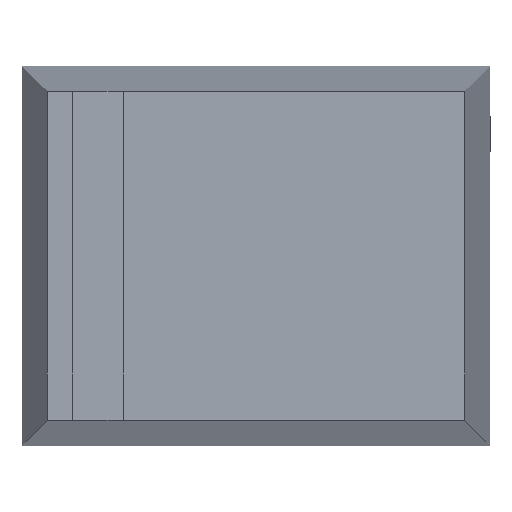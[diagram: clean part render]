
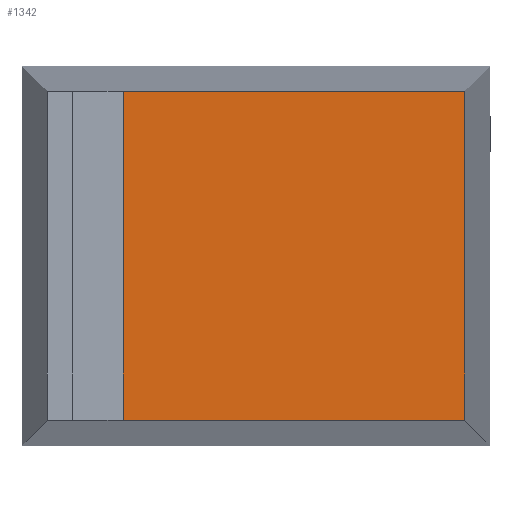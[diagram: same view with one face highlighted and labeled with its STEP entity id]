
A CAD part, top view. The second image highlights one B-rep face of the part: STEP entity #1342.
In plain terms, the highlighted planar face has unit normal (0, 0, 1).
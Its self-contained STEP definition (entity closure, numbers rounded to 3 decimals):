
#1168=CARTESIAN_POINT('',(-1.05,-1.3,2.1));
#1169=VERTEX_POINT('',#1168);
#1199=CARTESIAN_POINT('',(-1.05,1.3,2.1));
#1200=VERTEX_POINT('',#1199);
#1201=CARTESIAN_POINT('',(-1.05,1.3,2.1));
#1202=DIRECTION('',(0.0,-1.0,0.0));
#1203=VECTOR('',#1202,2.6);
#1204=LINE('',#1201,#1203);
#1205=EDGE_CURVE('',#1200,#1169,#1204,.T.);
#1312=CARTESIAN_POINT('',(-0.97,-1.43,2.1));
#1313=DIRECTION('',(0.0,0.0,1.0));
#1314=DIRECTION('',(1.0,0.0,0.0));
#1315=AXIS2_PLACEMENT_3D('',#1312,#1313,#1314);
#1316=PLANE('',#1315);
#1317=ORIENTED_EDGE('',*,*,#1205,.T.);
#1318=CARTESIAN_POINT('',(1.65,-1.3,2.1));
#1319=VERTEX_POINT('',#1318);
#1320=CARTESIAN_POINT('',(1.65,-1.3,2.1));
#1321=DIRECTION('',(-1.0,0.0,0.0));
#1322=VECTOR('',#1321,2.7);
#1323=LINE('',#1320,#1322);
#1324=EDGE_CURVE('',#1319,#1169,#1323,.T.);
#1325=ORIENTED_EDGE('',*,*,#1324,.F.);
#1326=CARTESIAN_POINT('',(1.65,1.3,2.1));
#1327=VERTEX_POINT('',#1326);
#1328=CARTESIAN_POINT('',(1.65,1.3,2.1));
#1329=DIRECTION('',(0.0,-1.0,0.0));
#1330=VECTOR('',#1329,2.6);
#1331=LINE('',#1328,#1330);
#1332=EDGE_CURVE('',#1327,#1319,#1331,.T.);
#1333=ORIENTED_EDGE('',*,*,#1332,.F.);
#1334=CARTESIAN_POINT('',(-1.05,1.3,2.1));
#1335=DIRECTION('',(1.0,0.0,0.0));
#1336=VECTOR('',#1335,2.7);
#1337=LINE('',#1334,#1336);
#1338=EDGE_CURVE('',#1200,#1327,#1337,.T.);
#1339=ORIENTED_EDGE('',*,*,#1338,.F.);
#1340=EDGE_LOOP('',(#1317,#1325,#1333,#1339));
#1341=FACE_OUTER_BOUND('',#1340,.T.);
#1342=ADVANCED_FACE('',(#1341),#1316,.T.);
